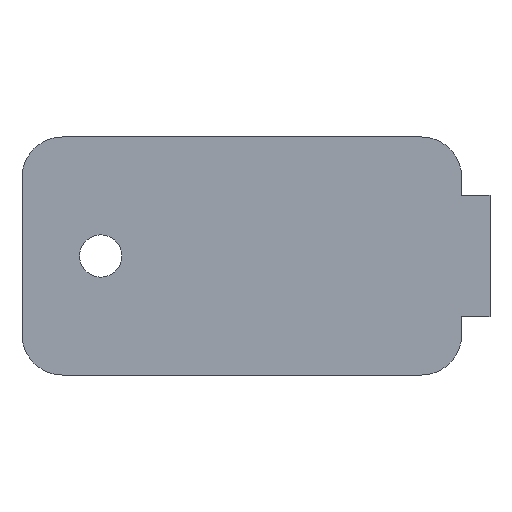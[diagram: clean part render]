
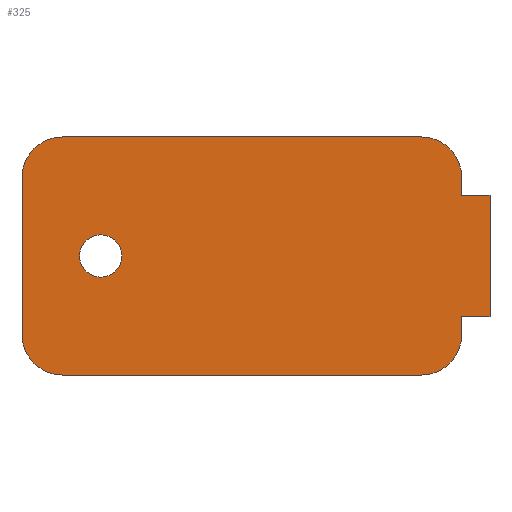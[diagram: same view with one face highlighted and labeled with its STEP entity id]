
A CAD part, front view. The second image highlights one B-rep face of the part: STEP entity #325.
In plain terms, the highlighted planar face has unit normal (0, -1, 0).
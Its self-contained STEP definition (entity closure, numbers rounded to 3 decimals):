
#15=FACE_BOUND('',#62,.T.);
#18=CIRCLE('',#356,2.);
#20=CIRCLE('',#360,2.);
#21=CIRCLE('',#361,2.);
#22=CIRCLE('',#362,2.);
#23=CIRCLE('',#363,1.05);
#43=FACE_OUTER_BOUND('',#61,.T.);
#61=EDGE_LOOP('',(#246,#247,#248,#249,#250,#251,#252,#253,#254,#255,#256,
#257));
#62=EDGE_LOOP('',(#258));
#80=LINE('',#489,#113);
#84=LINE('',#496,#117);
#87=LINE('',#503,#120);
#91=LINE('',#516,#124);
#94=LINE('',#522,#127);
#95=LINE('',#525,#128);
#96=LINE('',#527,#129);
#97=LINE('',#531,#130);
#113=VECTOR('',#391,10.);
#117=VECTOR('',#397,10.);
#120=VECTOR('',#404,10.);
#124=VECTOR('',#416,10.);
#127=VECTOR('',#421,10.);
#128=VECTOR('',#424,10.);
#129=VECTOR('',#425,10.);
#130=VECTOR('',#428,10.);
#145=VERTEX_POINT('',#486);
#146=VERTEX_POINT('',#488);
#148=VERTEX_POINT('',#494);
#150=VERTEX_POINT('',#502);
#151=VERTEX_POINT('',#506);
#152=VERTEX_POINT('',#507);
#155=VERTEX_POINT('',#515);
#157=VERTEX_POINT('',#521);
#158=VERTEX_POINT('',#523);
#159=VERTEX_POINT('',#526);
#160=VERTEX_POINT('',#528);
#161=VERTEX_POINT('',#530);
#162=VERTEX_POINT('',#533);
#176=EDGE_CURVE('',#145,#146,#80,.T.);
#180=EDGE_CURVE('',#148,#145,#84,.T.);
#183=EDGE_CURVE('',#150,#146,#87,.T.);
#185=EDGE_CURVE('',#151,#152,#18,.T.);
#189=EDGE_CURVE('',#155,#152,#91,.T.);
#192=EDGE_CURVE('',#157,#151,#94,.F.);
#193=EDGE_CURVE('',#158,#157,#20,.T.);
#194=EDGE_CURVE('',#158,#150,#95,.T.);
#195=EDGE_CURVE('',#148,#159,#96,.T.);
#196=EDGE_CURVE('',#160,#159,#21,.T.);
#197=EDGE_CURVE('',#161,#160,#97,.F.);
#198=EDGE_CURVE('',#155,#161,#22,.T.);
#199=EDGE_CURVE('',#162,#162,#23,.T.);
#246=ORIENTED_EDGE('',*,*,#185,.F.);
#247=ORIENTED_EDGE('',*,*,#192,.F.);
#248=ORIENTED_EDGE('',*,*,#193,.F.);
#249=ORIENTED_EDGE('',*,*,#194,.T.);
#250=ORIENTED_EDGE('',*,*,#183,.T.);
#251=ORIENTED_EDGE('',*,*,#176,.F.);
#252=ORIENTED_EDGE('',*,*,#180,.F.);
#253=ORIENTED_EDGE('',*,*,#195,.T.);
#254=ORIENTED_EDGE('',*,*,#196,.F.);
#255=ORIENTED_EDGE('',*,*,#197,.F.);
#256=ORIENTED_EDGE('',*,*,#198,.F.);
#257=ORIENTED_EDGE('',*,*,#189,.T.);
#258=ORIENTED_EDGE('',*,*,#199,.T.);
#312=PLANE('',#359);
#325=ADVANCED_FACE('',(#43,#15),#312,.F.);
#356=AXIS2_PLACEMENT_3D('',#508,#408,#409);
#359=AXIS2_PLACEMENT_3D('',#520,#419,#420);
#360=AXIS2_PLACEMENT_3D('',#524,#422,#423);
#361=AXIS2_PLACEMENT_3D('',#529,#426,#427);
#362=AXIS2_PLACEMENT_3D('',#532,#429,#430);
#363=AXIS2_PLACEMENT_3D('',#534,#431,#432);
#391=DIRECTION('',(0.,0.,-1.));
#397=DIRECTION('',(1.,0.,0.));
#404=DIRECTION('',(1.,0.,0.));
#408=DIRECTION('center_axis',(0.,1.,0.));
#409=DIRECTION('ref_axis',(-0.707,0.,-0.707));
#416=DIRECTION('',(0.,0.,-1.));
#419=DIRECTION('center_axis',(0.,1.,0.));
#420=DIRECTION('ref_axis',(-1.,0.,0.));
#421=DIRECTION('',(1.,0.,0.));
#422=DIRECTION('center_axis',(0.,1.,0.));
#423=DIRECTION('ref_axis',(0.707,0.,-0.707));
#424=DIRECTION('',(0.,0.,1.));
#425=DIRECTION('',(0.,0.,1.));
#426=DIRECTION('center_axis',(0.,1.,0.));
#427=DIRECTION('ref_axis',(0.707,0.,0.707));
#428=DIRECTION('',(-1.,0.,0.));
#429=DIRECTION('center_axis',(0.,1.,0.));
#430=DIRECTION('ref_axis',(-0.707,0.,0.707));
#431=DIRECTION('center_axis',(0.,1.,0.));
#432=DIRECTION('ref_axis',(-1.,0.,0.));
#486=CARTESIAN_POINT('',(27.3,104.,3.));
#488=CARTESIAN_POINT('',(27.3,104.,-3.));
#489=CARTESIAN_POINT('',(27.3,104.,-3.));
#494=CARTESIAN_POINT('',(25.9,104.,3.));
#496=CARTESIAN_POINT('',(25.9,104.,3.));
#502=CARTESIAN_POINT('',(25.9,104.,-3.));
#503=CARTESIAN_POINT('',(25.9,104.,-3.));
#506=CARTESIAN_POINT('',(6.1,104.,-5.9));
#507=CARTESIAN_POINT('',(4.1,104.,-3.9));
#508=CARTESIAN_POINT('Origin',(6.1,104.,-3.9));
#515=CARTESIAN_POINT('',(4.1,104.,3.9));
#516=CARTESIAN_POINT('',(4.1,104.,-2.));
#520=CARTESIAN_POINT('Origin',(14.,104.,0.));
#521=CARTESIAN_POINT('',(23.9,104.,-5.9));
#522=CARTESIAN_POINT('',(19.,104.,-5.9));
#523=CARTESIAN_POINT('',(25.9,104.,-3.9));
#524=CARTESIAN_POINT('Origin',(23.9,104.,-3.9));
#525=CARTESIAN_POINT('',(25.9,104.,2.));
#526=CARTESIAN_POINT('',(25.9,104.,3.9));
#527=CARTESIAN_POINT('',(25.9,104.,2.));
#528=CARTESIAN_POINT('',(23.9,104.,5.9));
#529=CARTESIAN_POINT('Origin',(23.9,104.,3.9));
#530=CARTESIAN_POINT('',(6.1,104.,5.9));
#531=CARTESIAN_POINT('',(10.,104.,5.9));
#532=CARTESIAN_POINT('Origin',(6.1,104.,3.9));
#533=CARTESIAN_POINT('',(9.05,104.,0.));
#534=CARTESIAN_POINT('Origin',(8.,104.,0.));
